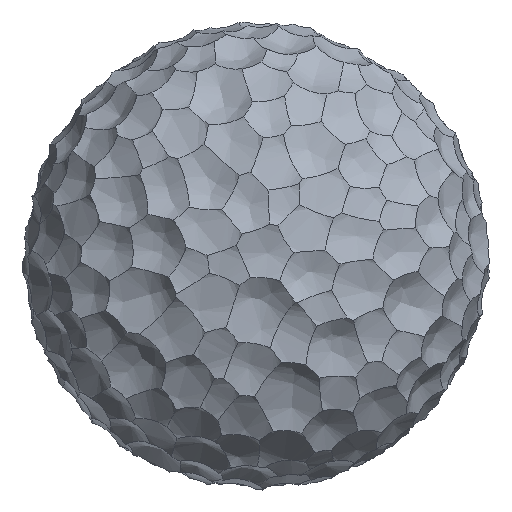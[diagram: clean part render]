
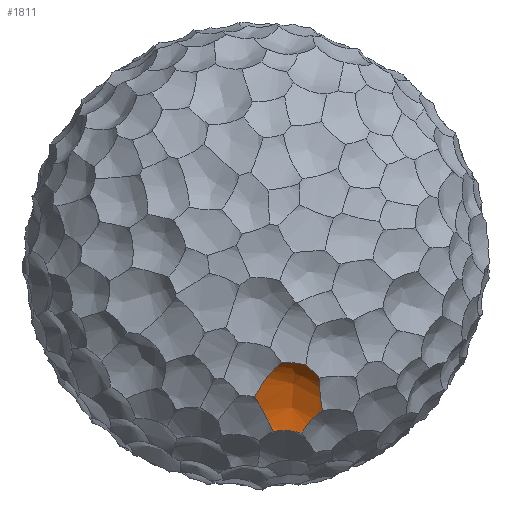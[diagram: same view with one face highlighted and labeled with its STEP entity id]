
A CAD part, top view. The second image highlights one B-rep face of the part: STEP entity #1811.
In plain terms, the highlighted free-form (B-spline) face has degree [2, 2] with [9, 5] control points.
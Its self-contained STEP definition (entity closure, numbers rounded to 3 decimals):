
#1811=ADVANCED_FACE('',(#2240),#13040,.T.);
#2240=FACE_OUTER_BOUND('',#2669,.T.);
#2669=EDGE_LOOP('',(#5030,#5031,#5032,#5033,#5034,#5035,#5036,#5037));
#5030=ORIENTED_EDGE('',*,*,#7560,.F.);
#5031=ORIENTED_EDGE('',*,*,#7559,.F.);
#5032=ORIENTED_EDGE('',*,*,#7556,.T.);
#5033=ORIENTED_EDGE('',*,*,#7558,.F.);
#5034=ORIENTED_EDGE('',*,*,#7557,.F.);
#5035=ORIENTED_EDGE('',*,*,#7554,.T.);
#5036=ORIENTED_EDGE('',*,*,#7553,.T.);
#5037=ORIENTED_EDGE('',*,*,#7555,.T.);
#7553=EDGE_CURVE('',#12529,#12530,#10042,.T.);
#7554=EDGE_CURVE('',#12531,#12529,#10043,.T.);
#7555=EDGE_CURVE('',#12530,#12532,#10044,.T.);
#7556=EDGE_CURVE('',#12534,#12533,#10045,.T.);
#7557=EDGE_CURVE('',#12531,#12535,#10046,.T.);
#7558=EDGE_CURVE('',#12535,#12533,#10047,.T.);
#7559=EDGE_CURVE('',#12534,#12536,#10048,.T.);
#7560=EDGE_CURVE('',#12536,#12532,#10049,.T.);
#10042=B_SPLINE_CURVE_WITH_KNOTS('',3,(#63379,#63380,#63381,#63382),
 .UNSPECIFIED.,.F.,.F.,(4,4),(-1.,0.),
 .UNSPECIFIED.);
#10043=B_SPLINE_CURVE_WITH_KNOTS('',3,(#63383,#63384,#63385,#63386),
 .UNSPECIFIED.,.F.,.F.,(4,4),(-1.,0.),
 .UNSPECIFIED.);
#10044=B_SPLINE_CURVE_WITH_KNOTS('',3,(#63387,#63388,#63389,#63390),
 .UNSPECIFIED.,.F.,.F.,(4,4),(-1.,0.),.UNSPECIFIED.);
#10045=B_SPLINE_CURVE_WITH_KNOTS('',3,(#63391,#63392,#63393,#63394),
 .UNSPECIFIED.,.F.,.F.,(4,4),(-0.989,0.),.UNSPECIFIED.);
#10046=B_SPLINE_CURVE_WITH_KNOTS('',3,(#63395,#63396,#63397,#63398),
 .UNSPECIFIED.,.F.,.F.,(4,4),(0.,1.),.UNSPECIFIED.);
#10047=B_SPLINE_CURVE_WITH_KNOTS('',3,(#63399,#63400,#63401,#63402),
 .UNSPECIFIED.,.F.,.F.,(4,4),(-1.,0.),.UNSPECIFIED.);
#10048=B_SPLINE_CURVE_WITH_KNOTS('',3,(#63403,#63404,#63405,#63406),
 .UNSPECIFIED.,.F.,.F.,(4,4),(-1.,0.),
 .UNSPECIFIED.);
#10049=B_SPLINE_CURVE_WITH_KNOTS('',3,(#63407,#63408,#63409,#63410),
 .UNSPECIFIED.,.F.,.F.,(4,4),(-1.,0.),.UNSPECIFIED.);
#12529=VERTEX_POINT('',#63371);
#12530=VERTEX_POINT('',#63372);
#12531=VERTEX_POINT('',#63373);
#12532=VERTEX_POINT('',#63374);
#12533=VERTEX_POINT('',#63375);
#12534=VERTEX_POINT('',#63376);
#12535=VERTEX_POINT('',#63377);
#12536=VERTEX_POINT('',#63378);
#13040=(
BOUNDED_SURFACE()
B_SPLINE_SURFACE(2,2,((#63326,#63327,#63328,#63329,#63330),(#63331,#63332,
#63333,#63334,#63335),(#63336,#63337,#63338,#63339,#63340),(#63341,#63342,
#63343,#63344,#63345),(#63346,#63347,#63348,#63349,#63350),(#63351,#63352,
#63353,#63354,#63355),(#63356,#63357,#63358,#63359,#63360),(#63361,#63362,
#63363,#63364,#63365),(#63366,#63367,#63368,#63369,#63370)),
 .UNSPECIFIED.,.T.,.F.,.F.)
B_SPLINE_SURFACE_WITH_KNOTS((3,2,2,2,3),(3,2,3),(0.,62.745,125.49,
188.235,250.981),(0.,69.882,139.764),
 .UNSPECIFIED.)
GEOMETRIC_REPRESENTATION_ITEM()
RATIONAL_B_SPLINE_SURFACE(((1.,0.707,1.,0.707,1.),
(0.707,0.5,0.707,0.5,0.707),(1.,0.707,
1.,0.707,1.),(0.707,0.5,0.707,0.5,0.707),
(1.,0.707,1.,0.707,1.),(0.707,0.5,0.707,
0.5,0.707),(1.,0.707,1.,0.707,1.),(0.707,
0.5,0.707,0.5,0.707),(1.,0.707,1.,0.707,
1.)))
REPRESENTATION_ITEM('')
SURFACE()
);
#63326=CARTESIAN_POINT('',(40.101,-64.191,145.648));
#63327=CARTESIAN_POINT('',(48.529,-99.986,156.786));
#63328=CARTESIAN_POINT('',(24.855,-105.56,156.786));
#63329=CARTESIAN_POINT('',(1.181,-111.135,156.786));
#63330=CARTESIAN_POINT('',(-7.247,-75.34,145.648));
#63331=CARTESIAN_POINT('',(40.101,-64.191,145.648));
#63332=CARTESIAN_POINT('',(46.936,-93.219,180.093));
#63333=CARTESIAN_POINT('',(23.262,-98.793,180.093));
#63334=CARTESIAN_POINT('',(-0.413,-104.368,180.093));
#63335=CARTESIAN_POINT('',(-7.247,-75.34,145.648));
#63336=CARTESIAN_POINT('',(40.101,-64.191,145.648));
#63337=CARTESIAN_POINT('',(38.508,-57.424,168.955));
#63338=CARTESIAN_POINT('',(14.833,-62.999,168.955));
#63339=CARTESIAN_POINT('',(-8.841,-68.573,168.955));
#63340=CARTESIAN_POINT('',(-7.247,-75.34,145.648));
#63341=CARTESIAN_POINT('',(40.101,-64.191,145.648));
#63342=CARTESIAN_POINT('',(30.08,-21.63,157.818));
#63343=CARTESIAN_POINT('',(6.405,-27.204,157.818));
#63344=CARTESIAN_POINT('',(-17.269,-32.778,157.818));
#63345=CARTESIAN_POINT('',(-7.247,-75.34,145.648));
#63346=CARTESIAN_POINT('',(40.101,-64.191,145.648));
#63347=CARTESIAN_POINT('',(31.673,-28.397,134.511));
#63348=CARTESIAN_POINT('',(7.999,-33.971,134.511));
#63349=CARTESIAN_POINT('',(-15.676,-39.545,134.511));
#63350=CARTESIAN_POINT('',(-7.247,-75.34,145.648));
#63351=CARTESIAN_POINT('',(40.101,-64.191,145.648));
#63352=CARTESIAN_POINT('',(33.266,-35.164,111.203));
#63353=CARTESIAN_POINT('',(9.592,-40.738,111.203));
#63354=CARTESIAN_POINT('',(-14.082,-46.313,111.203));
#63355=CARTESIAN_POINT('',(-7.247,-75.34,145.648));
#63356=CARTESIAN_POINT('',(40.101,-64.191,145.648));
#63357=CARTESIAN_POINT('',(41.694,-70.959,122.341));
#63358=CARTESIAN_POINT('',(18.02,-76.533,122.341));
#63359=CARTESIAN_POINT('',(-5.654,-82.107,122.341));
#63360=CARTESIAN_POINT('',(-7.247,-75.34,145.648));
#63361=CARTESIAN_POINT('',(40.101,-64.191,145.648));
#63362=CARTESIAN_POINT('',(50.123,-106.753,133.478));
#63363=CARTESIAN_POINT('',(26.448,-112.328,133.478));
#63364=CARTESIAN_POINT('',(2.774,-117.902,133.478));
#63365=CARTESIAN_POINT('',(-7.247,-75.34,145.648));
#63366=CARTESIAN_POINT('',(40.101,-64.191,145.648));
#63367=CARTESIAN_POINT('',(48.529,-99.986,156.786));
#63368=CARTESIAN_POINT('',(24.855,-105.56,156.786));
#63369=CARTESIAN_POINT('',(1.181,-111.135,156.786));
#63370=CARTESIAN_POINT('',(-7.247,-75.34,145.648));
#63371=CARTESIAN_POINT('',(8.259,-34.834,132.194));
#63372=CARTESIAN_POINT('',(16.159,-35.432,131.764));
#63373=CARTESIAN_POINT('',(-0.502,-45.769,127.942));
#63374=CARTESIAN_POINT('',(20.475,-39.718,128.688));
#63375=CARTESIAN_POINT('',(14.66,-57.575,119.916));
#63376=CARTESIAN_POINT('',(14.775,-57.537,119.923));
#63377=CARTESIAN_POINT('',(5.515,-57.073,121.515));
#63378=CARTESIAN_POINT('',(21.482,-50.306,122.758));
#63379=CARTESIAN_POINT('',(8.259,-34.834,132.194));
#63380=CARTESIAN_POINT('',(10.981,-34.592,131.413));
#63381=CARTESIAN_POINT('',(13.449,-34.806,131.339));
#63382=CARTESIAN_POINT('',(16.159,-35.432,131.764));
#63383=CARTESIAN_POINT('',(-0.502,-45.769,127.942));
#63384=CARTESIAN_POINT('',(2.279,-40.703,127.753));
#63385=CARTESIAN_POINT('',(5.464,-36.893,129.35));
#63386=CARTESIAN_POINT('',(8.259,-34.834,132.194));
#63387=CARTESIAN_POINT('',(16.159,-35.432,131.764));
#63388=CARTESIAN_POINT('',(17.349,-36.513,130.436));
#63389=CARTESIAN_POINT('',(18.805,-37.956,129.364));
#63390=CARTESIAN_POINT('',(20.475,-39.718,128.688));
#63391=CARTESIAN_POINT('',(14.775,-57.537,119.923));
#63392=CARTESIAN_POINT('',(14.736,-57.55,119.921));
#63393=CARTESIAN_POINT('',(14.698,-57.563,119.919));
#63394=CARTESIAN_POINT('',(14.66,-57.575,119.916));
#63395=CARTESIAN_POINT('',(-0.502,-45.769,127.942));
#63396=CARTESIAN_POINT('',(1.085,-48.136,125.005));
#63397=CARTESIAN_POINT('',(3.257,-52.035,122.618));
#63398=CARTESIAN_POINT('',(5.515,-57.073,121.515));
#63399=CARTESIAN_POINT('',(5.515,-57.073,121.515));
#63400=CARTESIAN_POINT('',(8.624,-56.416,120.305));
#63401=CARTESIAN_POINT('',(11.432,-56.621,119.867));
#63402=CARTESIAN_POINT('',(14.66,-57.575,119.916));
#63403=CARTESIAN_POINT('',(14.775,-57.537,119.923));
#63404=CARTESIAN_POINT('',(16.655,-54.319,120.21));
#63405=CARTESIAN_POINT('',(18.978,-51.832,121.157));
#63406=CARTESIAN_POINT('',(21.482,-50.306,122.758));
#63407=CARTESIAN_POINT('',(21.482,-50.306,122.758));
#63408=CARTESIAN_POINT('',(20.788,-45.782,123.961));
#63409=CARTESIAN_POINT('',(20.497,-42.127,126.118));
#63410=CARTESIAN_POINT('',(20.475,-39.718,128.688));
